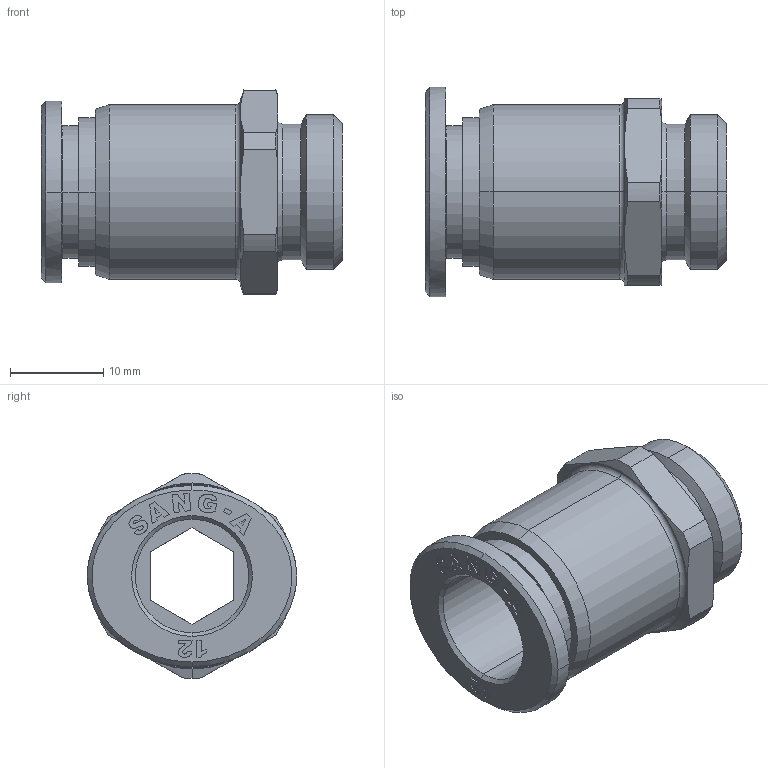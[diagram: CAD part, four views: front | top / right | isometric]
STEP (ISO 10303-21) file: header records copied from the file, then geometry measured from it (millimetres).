
FILE_DESCRIPTION (( 'STEP AP214' ), '1' );
FILE_NAME ('PC12-G03.stp', '2015-10-22T14:03:34', ( '' ), ( '' ), 'SwSTEP 2.0', 'SolidWorks 2015', '' );
FILE_SCHEMA (( 'AUTOMOTIVE_DESIGN' ));
Length unit declared in the file: millimetre
Products named in the file (2): PC12-G03; ｦ+ﾃｦ1
Assembly tree (1 placements, depth 2):
  PC12-G03
    ｦ+ﾃｦ1
Bounding box: 32.4 x 22.5 x 22 mm (x, y, z)
Volume: 4843.2 mm3; surface area: 3991.7 mm2
Topology: 1 solids, 1 shells, 418 faces, 1172 edges, 773 vertices
Faces by surface type: plane 353, cone 32, cylinder 22, bspline 9, torus 2
Entity records: 14788 total; most frequent: CARTESIAN_POINT 3275, ORIENTED_EDGE 2344, DIRECTION 2029, EDGE_CURVE 1172, VECTOR 1037, LINE 1037, VERTEX_POINT 773, AXIS2_PLACEMENT_3D 496
